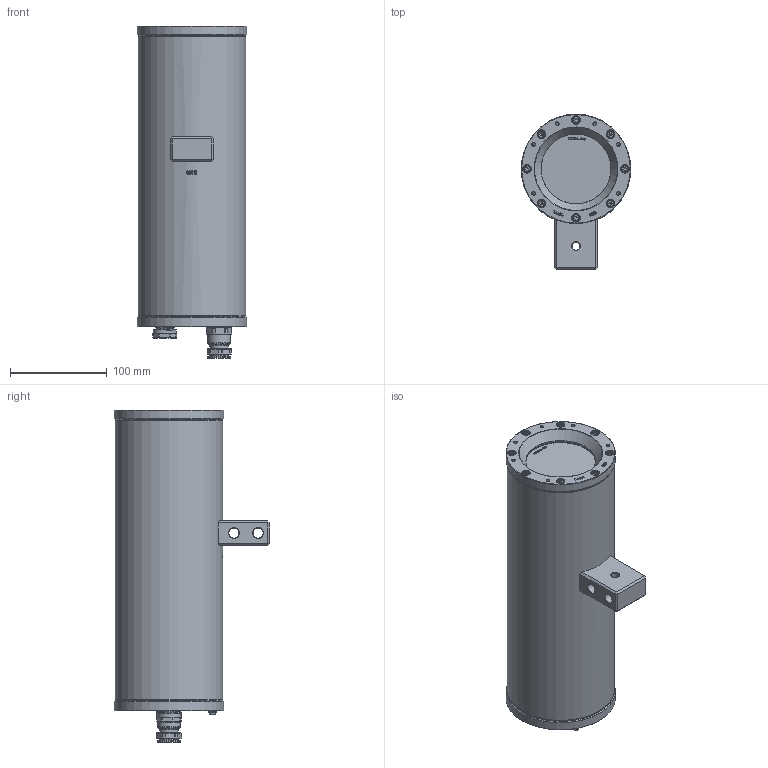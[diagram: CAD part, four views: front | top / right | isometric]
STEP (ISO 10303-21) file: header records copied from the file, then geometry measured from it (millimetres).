
FILE_DESCRIPTION(/* description */ (''),/* implementation_level */ '2;1');
FILE_NAME(/* name */ 'T07-VA2.3.K3.BOR3_(EX D ENCLOSURE, CABLE ENTRY).stp',/* time_stamp */ '2022-02-07T09:23:49+01:00',/* author */ ('Thiemo Gruber'),/* organization */ (''),/* preprocessor_version */ 'ST-DEVELOPER v18.1',/* originating_system */ 'Autodesk Inventor 2022',/* authorisation */ '');
FILE_SCHEMA (('AUTOMOTIVE_DESIGN { 1 0 10303 214 3 1 1 }'));
Products named in the file (28): T07-VA2.3.K3.BOR3_(EX D ENCLOSURE); T07-VA2.x.K3_(Flachdichtung, Schrauben 14mm); VA2.x.K3_rev.01; DIN 125-1  A A 4.3; DIN 127 - zurückgezogen A 4; DIN 84  - ersetzt durch DIN EN ISO 1207 M4 x 8; M4x0.7 14mm mit Federring; DIN 912 - M4x0,7 L14mm; VA2.3.R_vers.1_rev.00_(mit Schweißnocken); VA2.3.R_vers.1_rev.00; T07-VA2.3.Nocke; T07-VA2.x.BOR2_(Flachdichtung, Schrauben 12mm); VA2.x.BOR2_rev.02; VA2.x.Germaniumglas.1; VA2.BOR.Sicherungsring; VA2.x.BOR Pufferring; VA2.x.BOR_Compound; VA2.x.Passscheibe; VA2.x.GYLON Style 3504 blau; Schraube M4 mit Federring; DIN 128 - A4; DIN 912 - M4 x 0,7 x 12 x 10,25; CAPRI ADE 1F2 Cap.06 M20_(HS.1LA00841); CAPRI ADE 1F2 Cap.06 M20_(HS.1LA00841)_1; CAP 806 605 V1; O-Ring Cap.06; Silikon Elastomer CAP 806605 V1; 8292-12-SS-M20x1,5
Assembly tree (43 placements, depth 4):
  T07-VA2.3.K3.BOR3_(EX D ENCLOSURE)
    T07-VA2.x.K3_(Flachdichtung, Schrauben 14mm)
      VA2.x.K3_rev.01
      VA2.x.GYLON Style 3504 blau
      DIN 125-1  A A 4.3
      DIN 127 - zurückgezogen A 4
      DIN 84  - ersetzt durch DIN EN ISO 1207 M4 x 8
      M4x0.7 14mm mit Federring  x8
        DIN 912 - M4x0,7 L14mm
        DIN 128 - A4
    VA2.3.R_vers.1_rev.00_(mit Schweißnocken)
      VA2.3.R_vers.1_rev.00
      T07-VA2.3.Nocke
    T07-VA2.x.BOR2_(Flachdichtung, Schrauben 12mm)
      VA2.x.BOR2_rev.02
      VA2.x.Germaniumglas.1
      VA2.BOR.Sicherungsring
      VA2.x.BOR Pufferring
      VA2.x.BOR_Compound
      VA2.x.Passscheibe
      VA2.x.GYLON Style 3504 blau
      Schraube M4 mit Federring  x8
        DIN 128 - A4
        DIN 912 - M4 x 0,7 x 12 x 10,25
    CAPRI ADE 1F2 Cap.06 M20_(HS.1LA00841)
      CAPRI ADE 1F2 Cap.06 M20_(HS.1LA00841)_1
      CAP 806 605 V1
      O-Ring Cap.06
      Silikon Elastomer CAP 806605 V1
    8292-12-SS-M20x1,5
Bounding box: 113 x 160.5 x 342.55 mm (x, y, z)
Volume: 782772.3 mm3; surface area: 360884.4 mm2
Topology: 51 solids, 51 shells, 5476 faces, 13642 edges, 8513 vertices
Faces by surface type: bspline 1922, plane 1918, cylinder 890, torus 407, cone 229, sphere 110
Full cylindrical faces by diameter (mm): 2.459 x4, 3.197 x1, 3.2 x2, 3.242 x28, 3.621 x1, 3.8 x16, 4 x17, 4.3 x1, 4.5 x16, 7 x16, 8 x16, 8.2 x1, 9 x1, 10.5 x2, 16 x1, 16.14 x1, 16.22 x1, 16.41 x1, 16.94 x1, 17.48 x1, 17.9 x1, 18.376 x2, 19.16 x1, 19.25 x1, 19.36 x1, 19.74 x1, 19.76 x1, 20 x1, 20.84 x2, 20.9 x1
Entity records: 102763 total; most frequent: CARTESIAN_POINT 35583, ORIENTED_EDGE 14704, DIRECTION 11238, EDGE_CURVE 7352, VERTEX_POINT 4667, AXIS2_PLACEMENT_3D 3885, LINE 3468, VECTOR 3468
